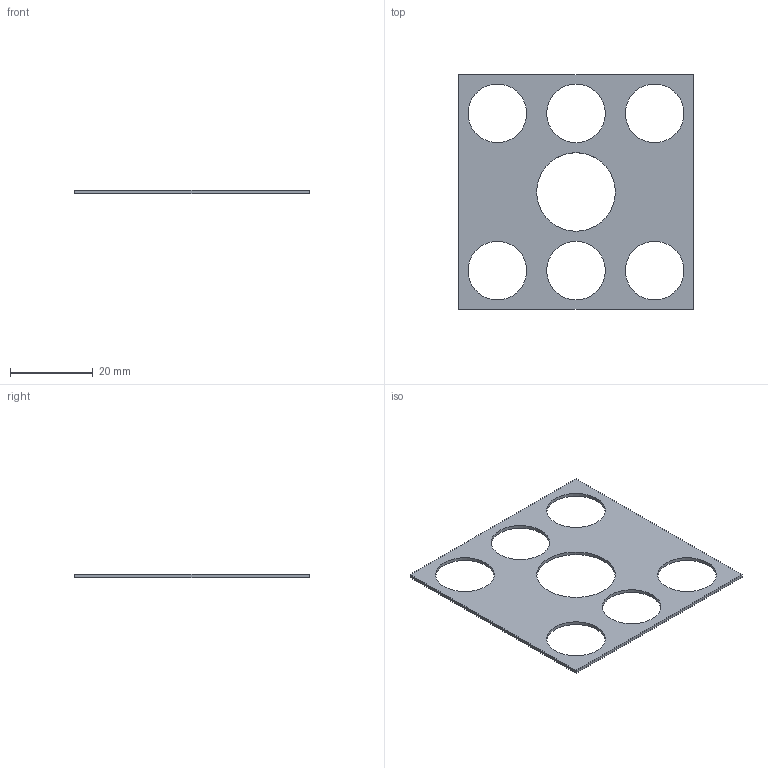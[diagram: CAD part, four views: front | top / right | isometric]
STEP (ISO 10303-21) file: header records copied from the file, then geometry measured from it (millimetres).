
FILE_DESCRIPTION(/* description */ ('STEP AP242','CAx-IF Rec.Pracs.---Representation and Presentation of Product Manufacturing Information (PMI)---4.0---2014-10-13','CAx-IF Rec.Pracs.---3D Tessellated Geometry---0.4---2014-09-14','2;1'),/* implementation_level */ '2;1');
FILE_NAME(/* name */ '627cf2ed8560582d466b9618',/* time_stamp */ '2022-05-12T11:43:41+00:00',/* author */ (''),/* organization */ (''),/* preprocessor_version */ 'ST-DEVELOPER v18.101',/* originating_system */ ' ',/* authorisation */ ' ');
FILE_SCHEMA (('AP242_MANAGED_MODEL_BASED_3D_ENGINEERING_MIM_LF { 1 0 10303 442 1 1 4 }'));
Length unit declared in the file: metre
Products named in the file (1): DSCH092-E032
Bounding box: 56.9 x 56.9 x 0.81 mm (x, y, z)
Volume: 1624.6 mm3; surface area: 4449 mm2
Topology: 1 solids, 1 shells, 13 faces, 33 edges, 22 vertices
Faces by surface type: cylinder 7, plane 6
Full cylindrical faces by diameter (mm): 14.224 x6, 19.05 x1
Entity records: 416 total; most frequent: DIRECTION 68, CARTESIAN_POINT 62, ORIENTED_EDGE 52, EDGE_LOOP 34, FACE_BOUND 34, AXIS2_PLACEMENT_3D 28, EDGE_CURVE 26, VERTEX_POINT 22
